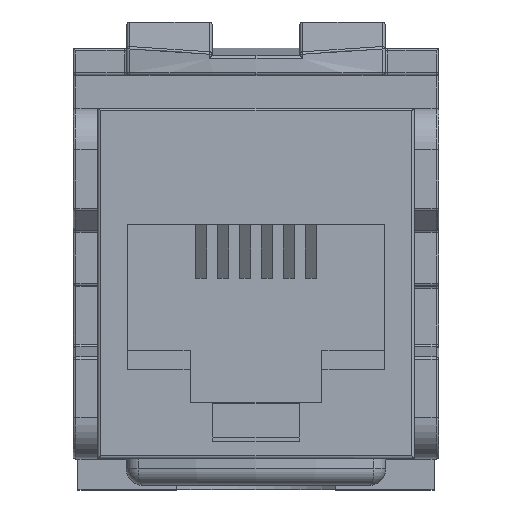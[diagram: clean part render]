
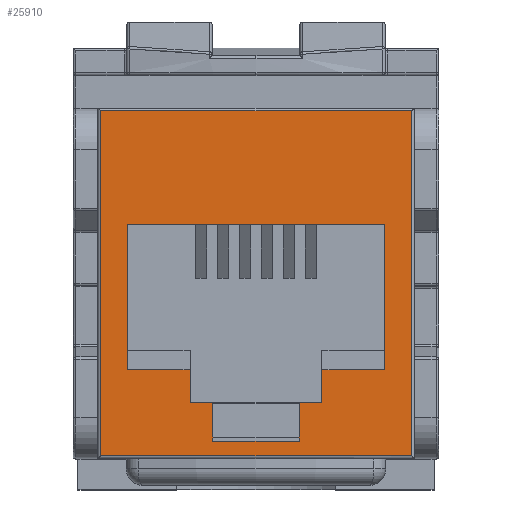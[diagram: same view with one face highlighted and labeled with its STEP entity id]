
A CAD part, top view. The second image highlights one B-rep face of the part: STEP entity #25910.
In plain terms, the highlighted planar face has unit normal (0, 0, 1).
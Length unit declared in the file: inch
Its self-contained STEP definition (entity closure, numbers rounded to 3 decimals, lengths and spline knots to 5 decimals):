
#292 = CARTESIAN_POINT ( 'NONE',  ( 0.234, 0.107, 0. ) ) ;
#371 = DIRECTION ( 'NONE',  ( 0., -1., 0. ) ) ;
#387 = DIRECTION ( 'NONE',  ( 0., 1., 0. ) ) ;
#532 = AXIS2_PLACEMENT_3D ( 'NONE', #8749, #1607, #18673 ) ;
#1048 = VERTEX_POINT ( 'NONE', #15535 ) ;
#1073 = VECTOR ( 'NONE', #387, 39.37008 ) ;
#1487 = VERTEX_POINT ( 'NONE', #27497 ) ;
#1607 = DIRECTION ( 'NONE',  ( 0., 0., 1. ) ) ;
#1748 = EDGE_CURVE ( 'NONE', #19576, #7615, #17752, .T. ) ;
#2569 = VECTOR ( 'NONE', #11759, 39.37008 ) ;
#2581 = VECTOR ( 'NONE', #25808, 39.37008 ) ;
#2719 = EDGE_CURVE ( 'NONE', #1487, #11522, #25352, .T. ) ;
#3291 = VERTEX_POINT ( 'NONE', #30397 ) ;
#3419 = ORIENTED_EDGE ( 'NONE', *, *, #6494, .F. ) ;
#3724 = VERTEX_POINT ( 'NONE', #27703 ) ;
#3871 = LINE ( 'NONE', #26791, #29053 ) ;
#3933 = CARTESIAN_POINT ( 'NONE',  ( -0.12, -0.157, 0. ) ) ;
#4087 = LINE ( 'NONE', #15226, #29274 ) ;
#4225 = ORIENTED_EDGE ( 'NONE', *, *, #19885, .F. ) ;
#4378 = ORIENTED_EDGE ( 'NONE', *, *, #29158, .F. ) ;
#4605 = DIRECTION ( 'NONE',  ( 1., 0., 0. ) ) ;
#4866 = LINE ( 'NONE', #23965, #2569 ) ;
#5110 = LINE ( 'NONE', #10640, #18096 ) ;
#5379 = DIRECTION ( 'NONE',  ( 0., 1., 0. ) ) ;
#5444 = DIRECTION ( 'NONE',  ( 0., -1., 0. ) ) ;
#6494 = EDGE_CURVE ( 'NONE', #11522, #29589, #7531, .T. ) ;
#6773 = EDGE_CURVE ( 'NONE', #14662, #27229, #16309, .T. ) ;
#7068 = DIRECTION ( 'NONE',  ( 1., 0., 0. ) ) ;
#7188 = LINE ( 'NONE', #26629, #30897 ) ;
#7531 = LINE ( 'NONE', #292, #1073 ) ;
#7615 = VERTEX_POINT ( 'NONE', #31510 ) ;
#7949 = CARTESIAN_POINT ( 'NONE',  ( -0.283, -0.314, 0. ) ) ;
#8159 = EDGE_CURVE ( 'NONE', #10619, #3724, #22587, .T. ) ;
#8189 = ORIENTED_EDGE ( 'NONE', *, *, #15147, .T. ) ;
#8372 = FACE_BOUND ( 'NONE', #22134, .T. ) ;
#8749 = CARTESIAN_POINT ( 'NONE',  ( -0.288, -0.319, 0. ) ) ;
#8938 = VECTOR ( 'NONE', #18139, 39.37008 ) ;
#9131 = EDGE_LOOP ( 'NONE', ( #8189, #13987, #23266, #28031 ) ) ;
#9292 = CARTESIAN_POINT ( 'NONE',  ( 0.234, 0.107, 0. ) ) ;
#9527 = ORIENTED_EDGE ( 'NONE', *, *, #9572, .F. ) ;
#9572 = EDGE_CURVE ( 'NONE', #3724, #1048, #28447, .T. ) ;
#9711 = DIRECTION ( 'NONE',  ( 0., -1., 0. ) ) ;
#10121 = VERTEX_POINT ( 'NONE', #7949 ) ;
#10429 = CARTESIAN_POINT ( 'NONE',  ( -0.283, 0.314, 0. ) ) ;
#10619 = VERTEX_POINT ( 'NONE', #17847 ) ;
#10640 = CARTESIAN_POINT ( 'NONE',  ( 0.283, -0.319, 0. ) ) ;
#10984 = EDGE_CURVE ( 'NONE', #10121, #22420, #4866, .T. ) ;
#11002 = DIRECTION ( 'NONE',  ( 1., 0., 0. ) ) ;
#11137 = CARTESIAN_POINT ( 'NONE',  ( -0.12, -0.217, 0. ) ) ;
#11200 = EDGE_CURVE ( 'NONE', #27229, #19576, #4087, .T. ) ;
#11202 = LINE ( 'NONE', #31600, #24234 ) ;
#11522 = VERTEX_POINT ( 'NONE', #26271 ) ;
#11759 = DIRECTION ( 'NONE',  ( 1., 0., 0. ) ) ;
#12081 = ORIENTED_EDGE ( 'NONE', *, *, #31477, .F. ) ;
#12125 = ORIENTED_EDGE ( 'NONE', *, *, #8159, .F. ) ;
#12330 = VECTOR ( 'NONE', #11002, 39.37008 ) ;
#12358 = EDGE_CURVE ( 'NONE', #22283, #10121, #27211, .T. ) ;
#12917 = FACE_OUTER_BOUND ( 'NONE', #9131, .T. ) ;
#12973 = CARTESIAN_POINT ( 'NONE',  ( 0.283, 0.314, 0. ) ) ;
#13864 = VECTOR ( 'NONE', #23793, 39.37008 ) ;
#13987 = ORIENTED_EDGE ( 'NONE', *, *, #15377, .T. ) ;
#14662 = VERTEX_POINT ( 'NONE', #17825 ) ;
#15116 = CARTESIAN_POINT ( 'NONE',  ( -0.283, -0.319, 0. ) ) ;
#15147 = EDGE_CURVE ( 'NONE', #22420, #22325, #5110, .T. ) ;
#15226 = CARTESIAN_POINT ( 'NONE',  ( -0.12, -0.217, 0. ) ) ;
#15377 = EDGE_CURVE ( 'NONE', #22325, #22283, #20361, .T. ) ;
#15535 = CARTESIAN_POINT ( 'NONE',  ( 0.079, -0.217, 0. ) ) ;
#15646 = CARTESIAN_POINT ( 'NONE',  ( 0.079, -0.217, 0. ) ) ;
#16082 = VECTOR ( 'NONE', #4605, 39.37008 ) ;
#16309 = LINE ( 'NONE', #3933, #2581 ) ;
#17330 = ORIENTED_EDGE ( 'NONE', *, *, #1748, .F. ) ;
#17435 = VECTOR ( 'NONE', #5379, 39.37008 ) ;
#17499 = CARTESIAN_POINT ( 'NONE',  ( -0.12, -0.157, 0. ) ) ;
#17752 = LINE ( 'NONE', #18819, #29996 ) ;
#17825 = CARTESIAN_POINT ( 'NONE',  ( -0.234, -0.157, 0. ) ) ;
#17847 = CARTESIAN_POINT ( 'NONE',  ( -0.079, -0.287, 0. ) ) ;
#18096 = VECTOR ( 'NONE', #25297, 39.37008 ) ;
#18139 = DIRECTION ( 'NONE',  ( 0., 1., 0. ) ) ;
#18673 = DIRECTION ( 'NONE',  ( 1., 0., 0. ) ) ;
#18819 = CARTESIAN_POINT ( 'NONE',  ( -0.12, -0.217, 0. ) ) ;
#18866 = CARTESIAN_POINT ( 'NONE',  ( -0.288, 0.314, 0. ) ) ;
#19330 = ORIENTED_EDGE ( 'NONE', *, *, #22679, .F. ) ;
#19449 = DIRECTION ( 'NONE',  ( -1., 0., 0. ) ) ;
#19576 = VERTEX_POINT ( 'NONE', #11137 ) ;
#19885 = EDGE_CURVE ( 'NONE', #29589, #3291, #11202, .T. ) ;
#20031 = ORIENTED_EDGE ( 'NONE', *, *, #26561, .F. ) ;
#20361 = LINE ( 'NONE', #18866, #13864 ) ;
#20748 = VECTOR ( 'NONE', #5444, 39.37008 ) ;
#21671 = CARTESIAN_POINT ( 'NONE',  ( 0.079, -0.287, 0. ) ) ;
#22134 = EDGE_LOOP ( 'NONE', ( #19330, #4225, #3419, #24635, #12081, #4378, #9527, #12125, #20031, #17330, #22371, #30882 ) ) ;
#22283 = VERTEX_POINT ( 'NONE', #10429 ) ;
#22325 = VERTEX_POINT ( 'NONE', #12973 ) ;
#22371 = ORIENTED_EDGE ( 'NONE', *, *, #11200, .F. ) ;
#22420 = VERTEX_POINT ( 'NONE', #30769 ) ;
#22440 = CARTESIAN_POINT ( 'NONE',  ( 0.12, -0.157, 0. ) ) ;
#22587 = LINE ( 'NONE', #21671, #16082 ) ;
#22679 = EDGE_CURVE ( 'NONE', #3291, #14662, #3871, .T. ) ;
#22749 = DIRECTION ( 'NONE',  ( 0., -1., 0. ) ) ;
#23185 = CARTESIAN_POINT ( 'NONE',  ( 0.234, -0.157, 0. ) ) ;
#23266 = ORIENTED_EDGE ( 'NONE', *, *, #12358, .T. ) ;
#23573 = VERTEX_POINT ( 'NONE', #23882 ) ;
#23793 = DIRECTION ( 'NONE',  ( -1., 0., 0. ) ) ;
#23882 = CARTESIAN_POINT ( 'NONE',  ( 0.12, -0.217, 0. ) ) ;
#23965 = CARTESIAN_POINT ( 'NONE',  ( -0.288, -0.314, 0. ) ) ;
#24234 = VECTOR ( 'NONE', #19449, 39.37008 ) ;
#24635 = ORIENTED_EDGE ( 'NONE', *, *, #2719, .F. ) ;
#24788 = VECTOR ( 'NONE', #371, 39.37008 ) ;
#25297 = DIRECTION ( 'NONE',  ( 0., 1., 0. ) ) ;
#25352 = LINE ( 'NONE', #23185, #12330 ) ;
#25808 = DIRECTION ( 'NONE',  ( 1., 0., 0. ) ) ;
#25910 = ADVANCED_FACE ( 'NONE', ( #12917, #8372 ), #30851, .T. ) ;
#26271 = CARTESIAN_POINT ( 'NONE',  ( 0.234, -0.157, 0. ) ) ;
#26561 = EDGE_CURVE ( 'NONE', #7615, #10619, #31235, .T. ) ;
#26629 = CARTESIAN_POINT ( 'NONE',  ( 0.12, -0.217, 0. ) ) ;
#26791 = CARTESIAN_POINT ( 'NONE',  ( -0.234, -0.157, 0. ) ) ;
#27162 = CARTESIAN_POINT ( 'NONE',  ( -0.079, -0.287, 0. ) ) ;
#27211 = LINE ( 'NONE', #15116, #20748 ) ;
#27229 = VERTEX_POINT ( 'NONE', #17499 ) ;
#27497 = CARTESIAN_POINT ( 'NONE',  ( 0.12, -0.157, 0. ) ) ;
#27703 = CARTESIAN_POINT ( 'NONE',  ( 0.079, -0.287, 0. ) ) ;
#28031 = ORIENTED_EDGE ( 'NONE', *, *, #10984, .T. ) ;
#28447 = LINE ( 'NONE', #15646, #8938 ) ;
#28657 = DIRECTION ( 'NONE',  ( 1., 0., 0. ) ) ;
#29053 = VECTOR ( 'NONE', #9711, 39.37008 ) ;
#29158 = EDGE_CURVE ( 'NONE', #1048, #23573, #7188, .T. ) ;
#29274 = VECTOR ( 'NONE', #22749, 39.37008 ) ;
#29589 = VERTEX_POINT ( 'NONE', #9292 ) ;
#29996 = VECTOR ( 'NONE', #28657, 39.37008 ) ;
#30397 = CARTESIAN_POINT ( 'NONE',  ( -0.234, 0.107, 0. ) ) ;
#30453 = LINE ( 'NONE', #22440, #17435 ) ;
#30769 = CARTESIAN_POINT ( 'NONE',  ( 0.283, -0.314, 0. ) ) ;
#30851 = PLANE ( 'NONE',  #532 ) ;
#30882 = ORIENTED_EDGE ( 'NONE', *, *, #6773, .F. ) ;
#30897 = VECTOR ( 'NONE', #7068, 39.37008 ) ;
#31235 = LINE ( 'NONE', #27162, #24788 ) ;
#31477 = EDGE_CURVE ( 'NONE', #23573, #1487, #30453, .T. ) ;
#31510 = CARTESIAN_POINT ( 'NONE',  ( -0.079, -0.217, 0. ) ) ;
#31600 = CARTESIAN_POINT ( 'NONE',  ( -0.234, 0.107, 0. ) ) ;
